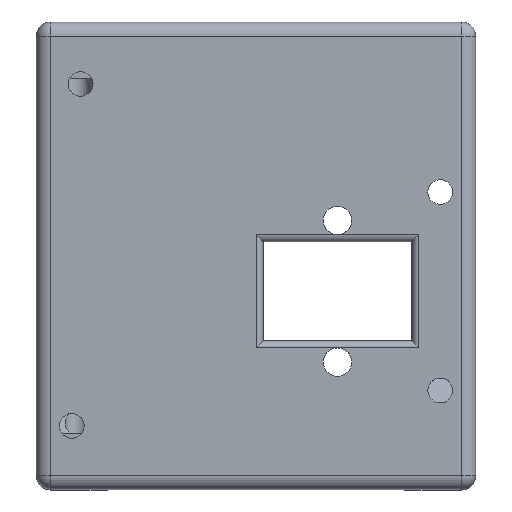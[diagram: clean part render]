
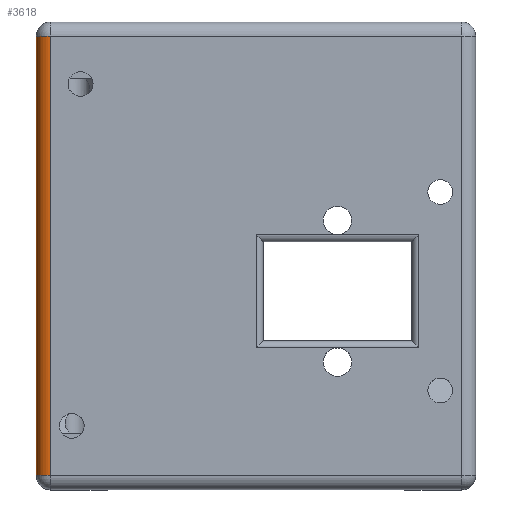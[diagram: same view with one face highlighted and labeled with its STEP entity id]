
A CAD part, top view. The second image highlights one B-rep face of the part: STEP entity #3618.
In plain terms, the highlighted cylindrical face has radius 2 mm (diameter 4 mm), a partial arc.
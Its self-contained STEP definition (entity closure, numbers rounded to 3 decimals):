
#32 = PLANE('',#33);
#33 = AXIS2_PLACEMENT_3D('',#34,#35,#36);
#34 = CARTESIAN_POINT('',(-22.,33.,3.));
#35 = DIRECTION('',(-1.,0.,0.));
#36 = DIRECTION('',(0.,0.,-1.));
#808 = VERTEX_POINT('',#809);
#809 = CARTESIAN_POINT('',(-22.,-31.,31.));
#835 = EDGE_CURVE('',#808,#836,#838,.T.);
#836 = VERTEX_POINT('',#837);
#837 = CARTESIAN_POINT('',(-22.,31.,31.));
#838 = SURFACE_CURVE('',#839,(#843,#850),.PCURVE_S1.);
#839 = LINE('',#840,#841);
#840 = CARTESIAN_POINT('',(-22.,-33.,31.));
#841 = VECTOR('',#842,1.);
#842 = DIRECTION('',(0.,1.,0.));
#843 = PCURVE('',#32,#844);
#844 = DEFINITIONAL_REPRESENTATION('',(#845),#849);
#845 = LINE('',#846,#847);
#846 = CARTESIAN_POINT('',(-28.,66.));
#847 = VECTOR('',#848,1.);
#848 = DIRECTION('',(0.,-1.));
#849 = ( GEOMETRIC_REPRESENTATION_CONTEXT(2) 
PARAMETRIC_REPRESENTATION_CONTEXT() REPRESENTATION_CONTEXT('2D SPACE',''
  ) );
#850 = PCURVE('',#851,#856);
#851 = CYLINDRICAL_SURFACE('',#852,2.);
#852 = AXIS2_PLACEMENT_3D('',#853,#854,#855);
#853 = CARTESIAN_POINT('',(-20.,-33.,31.));
#854 = DIRECTION('',(0.,1.,0.));
#855 = DIRECTION('',(0.,0.,1.));
#856 = DEFINITIONAL_REPRESENTATION('',(#857),#861);
#857 = LINE('',#858,#859);
#858 = CARTESIAN_POINT('',(-1.571,0.));
#859 = VECTOR('',#860,1.);
#860 = DIRECTION('',(-0.,1.));
#861 = ( GEOMETRIC_REPRESENTATION_CONTEXT(2) 
PARAMETRIC_REPRESENTATION_CONTEXT() REPRESENTATION_CONTEXT('2D SPACE',''
  ) );
#3586 = SPHERICAL_SURFACE('',#3587,2.);
#3587 = AXIS2_PLACEMENT_3D('',#3588,#3589,#3590);
#3588 = CARTESIAN_POINT('',(-20.,31.,31.));
#3589 = DIRECTION('',(-0.,-0.,-1.));
#3590 = DIRECTION('',(0.,1.,0.));
#3618 = ADVANCED_FACE('',(#3619),#851,.T.);
#3619 = FACE_BOUND('',#3620,.F.);
#3620 = EDGE_LOOP('',(#3621,#3651,#3678,#3679));
#3621 = ORIENTED_EDGE('',*,*,#3622,.F.);
#3622 = EDGE_CURVE('',#3623,#3625,#3627,.T.);
#3623 = VERTEX_POINT('',#3624);
#3624 = CARTESIAN_POINT('',(-20.,-31.,33.));
#3625 = VERTEX_POINT('',#3626);
#3626 = CARTESIAN_POINT('',(-20.,31.,33.));
#3627 = SURFACE_CURVE('',#3628,(#3632,#3639),.PCURVE_S1.);
#3628 = LINE('',#3629,#3630);
#3629 = CARTESIAN_POINT('',(-20.,-33.,33.));
#3630 = VECTOR('',#3631,1.);
#3631 = DIRECTION('',(0.,1.,0.));
#3632 = PCURVE('',#851,#3633);
#3633 = DEFINITIONAL_REPRESENTATION('',(#3634),#3638);
#3634 = LINE('',#3635,#3636);
#3635 = CARTESIAN_POINT('',(-0.,0.));
#3636 = VECTOR('',#3637,1.);
#3637 = DIRECTION('',(-0.,1.));
#3638 = ( GEOMETRIC_REPRESENTATION_CONTEXT(2) 
PARAMETRIC_REPRESENTATION_CONTEXT() REPRESENTATION_CONTEXT('2D SPACE',''
  ) );
#3639 = PCURVE('',#3640,#3645);
#3640 = PLANE('',#3641);
#3641 = AXIS2_PLACEMENT_3D('',#3642,#3643,#3644);
#3642 = CARTESIAN_POINT('',(-22.,-33.,33.));
#3643 = DIRECTION('',(0.,0.,1.));
#3644 = DIRECTION('',(1.,0.,0.));
#3645 = DEFINITIONAL_REPRESENTATION('',(#3646),#3650);
#3646 = LINE('',#3647,#3648);
#3647 = CARTESIAN_POINT('',(2.,0.));
#3648 = VECTOR('',#3649,1.);
#3649 = DIRECTION('',(0.,1.));
#3650 = ( GEOMETRIC_REPRESENTATION_CONTEXT(2) 
PARAMETRIC_REPRESENTATION_CONTEXT() REPRESENTATION_CONTEXT('2D SPACE',''
  ) );
#3651 = ORIENTED_EDGE('',*,*,#3652,.T.);
#3652 = EDGE_CURVE('',#3623,#808,#3653,.T.);
#3653 = SURFACE_CURVE('',#3654,(#3659,#3666),.PCURVE_S1.);
#3654 = CIRCLE('',#3655,2.);
#3655 = AXIS2_PLACEMENT_3D('',#3656,#3657,#3658);
#3656 = CARTESIAN_POINT('',(-20.,-31.,31.));
#3657 = DIRECTION('',(0.,-1.,0.));
#3658 = DIRECTION('',(0.,0.,1.));
#3659 = PCURVE('',#851,#3660);
#3660 = DEFINITIONAL_REPRESENTATION('',(#3661),#3665);
#3661 = LINE('',#3662,#3663);
#3662 = CARTESIAN_POINT('',(-0.,2.));
#3663 = VECTOR('',#3664,1.);
#3664 = DIRECTION('',(-1.,0.));
#3665 = ( GEOMETRIC_REPRESENTATION_CONTEXT(2) 
PARAMETRIC_REPRESENTATION_CONTEXT() REPRESENTATION_CONTEXT('2D SPACE',''
  ) );
#3666 = PCURVE('',#3667,#3672);
#3667 = SPHERICAL_SURFACE('',#3668,2.);
#3668 = AXIS2_PLACEMENT_3D('',#3669,#3670,#3671);
#3669 = CARTESIAN_POINT('',(-20.,-31.,31.));
#3670 = DIRECTION('',(0.,1.,0.));
#3671 = DIRECTION('',(0.,0.,1.));
#3672 = DEFINITIONAL_REPRESENTATION('',(#3673),#3677);
#3673 = LINE('',#3674,#3675);
#3674 = CARTESIAN_POINT('',(-0.,0.));
#3675 = VECTOR('',#3676,1.);
#3676 = DIRECTION('',(-1.,0.));
#3677 = ( GEOMETRIC_REPRESENTATION_CONTEXT(2) 
PARAMETRIC_REPRESENTATION_CONTEXT() REPRESENTATION_CONTEXT('2D SPACE',''
  ) );
#3678 = ORIENTED_EDGE('',*,*,#835,.T.);
#3679 = ORIENTED_EDGE('',*,*,#3680,.F.);
#3680 = EDGE_CURVE('',#3625,#836,#3681,.T.);
#3681 = SURFACE_CURVE('',#3682,(#3687,#3693),.PCURVE_S1.);
#3682 = CIRCLE('',#3683,2.);
#3683 = AXIS2_PLACEMENT_3D('',#3684,#3685,#3686);
#3684 = CARTESIAN_POINT('',(-20.,31.,31.));
#3685 = DIRECTION('',(0.,-1.,-0.));
#3686 = DIRECTION('',(-1.,0.,0.));
#3687 = PCURVE('',#851,#3688);
#3688 = DEFINITIONAL_REPRESENTATION('',(#3689),#3692);
#3689 = B_SPLINE_CURVE_WITH_KNOTS('',1,(#3690,#3691),.UNSPECIFIED.,.F.,
  .F.,(2,2),(4.712,6.283),.PIECEWISE_BEZIER_KNOTS.);
#3690 = CARTESIAN_POINT('',(0.,64.));
#3691 = CARTESIAN_POINT('',(-1.571,64.));
#3692 = ( GEOMETRIC_REPRESENTATION_CONTEXT(2) 
PARAMETRIC_REPRESENTATION_CONTEXT() REPRESENTATION_CONTEXT('2D SPACE',''
  ) );
#3693 = PCURVE('',#3586,#3694);
#3694 = DEFINITIONAL_REPRESENTATION('',(#3695),#3698);
#3695 = B_SPLINE_CURVE_WITH_KNOTS('',1,(#3696,#3697),.UNSPECIFIED.,.F.,
  .F.,(2,2),(4.712,6.283),.PIECEWISE_BEZIER_KNOTS.);
#3696 = CARTESIAN_POINT('',(-1.571,-1.571));
#3697 = CARTESIAN_POINT('',(-1.571,0.));
#3698 = ( GEOMETRIC_REPRESENTATION_CONTEXT(2) 
PARAMETRIC_REPRESENTATION_CONTEXT() REPRESENTATION_CONTEXT('2D SPACE',''
  ) );
